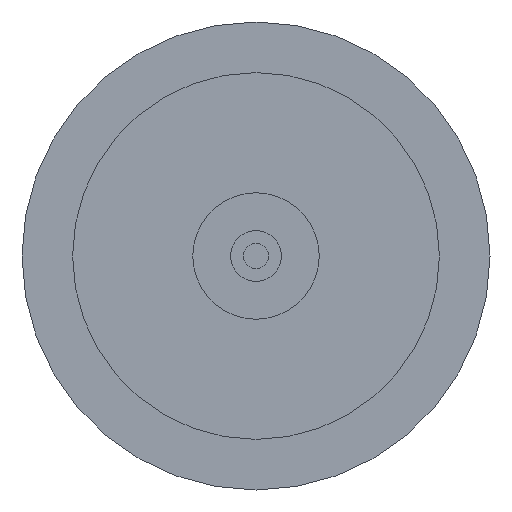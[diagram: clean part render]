
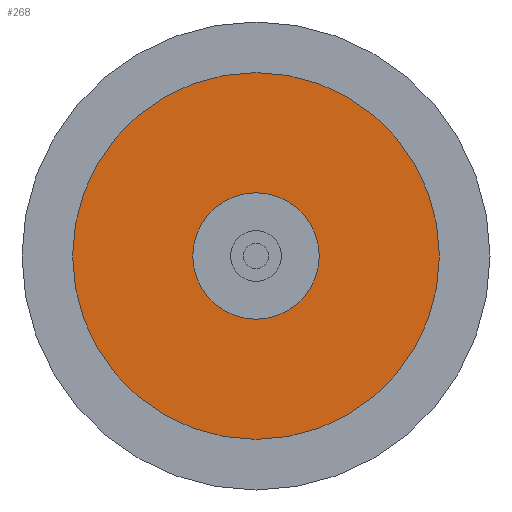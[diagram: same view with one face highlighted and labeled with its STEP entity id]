
A CAD part, front view. The second image highlights one B-rep face of the part: STEP entity #268.
In plain terms, the highlighted planar face has unit normal (0, -1, 0).
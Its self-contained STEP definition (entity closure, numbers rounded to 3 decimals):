
#22=FACE_BOUND('',#86,.T.);
#30=PLANE('',#313);
#36=CIRCLE('',#294,5.);
#44=CIRCLE('',#312,14.5);
#61=FACE_OUTER_BOUND('',#85,.T.);
#85=EDGE_LOOP('',(#241));
#86=EDGE_LOOP('',(#242));
#128=VERTEX_POINT('',#489);
#140=VERTEX_POINT('',#599);
#156=EDGE_CURVE('',#128,#128,#36,.T.);
#174=EDGE_CURVE('',#140,#140,#44,.T.);
#241=ORIENTED_EDGE('',*,*,#174,.F.);
#242=ORIENTED_EDGE('',*,*,#156,.T.);
#268=ADVANCED_FACE('',(#61,#22),#30,.F.);
#294=AXIS2_PLACEMENT_3D('',#491,#343,#344);
#312=AXIS2_PLACEMENT_3D('',#601,#385,#386);
#313=AXIS2_PLACEMENT_3D('',#602,#387,#388);
#343=DIRECTION('center_axis',(0.,1.,0.));
#344=DIRECTION('ref_axis',(1.,0.,0.));
#385=DIRECTION('center_axis',(0.,1.,0.));
#386=DIRECTION('ref_axis',(1.,0.,0.));
#387=DIRECTION('center_axis',(0.,1.,0.));
#388=DIRECTION('ref_axis',(1.,0.,0.));
#489=CARTESIAN_POINT('',(-5.,0.,0.));
#491=CARTESIAN_POINT('Origin',(0.,0.,0.));
#599=CARTESIAN_POINT('',(-14.5,0.,0.));
#601=CARTESIAN_POINT('Origin',(0.,0.,0.));
#602=CARTESIAN_POINT('Origin',(0.,0.,0.));
